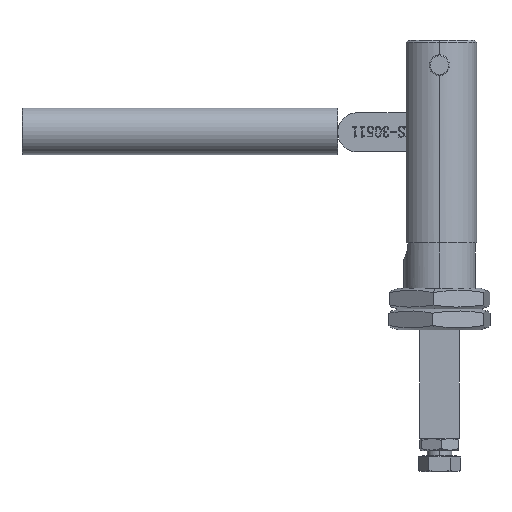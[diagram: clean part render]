
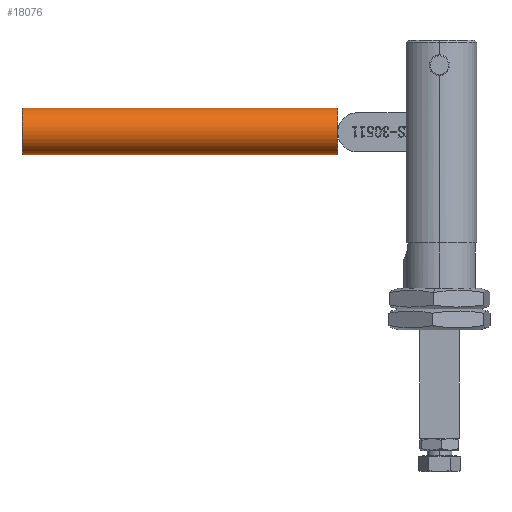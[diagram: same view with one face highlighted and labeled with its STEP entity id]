
A CAD part, left-side view. The second image highlights one B-rep face of the part: STEP entity #18076.
In plain terms, the highlighted cylindrical face has radius 11.25 mm (diameter 22.5 mm), a partial arc.
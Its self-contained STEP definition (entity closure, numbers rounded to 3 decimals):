
#5019 = AXIS2_PLACEMENT_3D ( 'NONE', #8775, #8773, #8771 ) ;
#5430 = FACE_OUTER_BOUND ( 'NONE', #21419, .T. ) ;
#5437 = CYLINDRICAL_SURFACE ( 'NONE', #5019, 11.25 ) ;
#8771 = DIRECTION ( 'NONE',  ( 0., 0., 1. ) ) ;
#8773 = DIRECTION ( 'NONE',  ( -1., 0., 0. ) ) ;
#8775 = CARTESIAN_POINT ( 'NONE',  ( 152.8, 0., 0. ) ) ;
#11651 = LINE ( 'NONE', #13004, #11658 ) ;
#11657 = LINE ( 'NONE', #13014, #11660 ) ;
#11658 = VECTOR ( 'NONE', #13013, 1000. ) ;
#11660 = VECTOR ( 'NONE', #13015, 1000. ) ;
#11664 = CIRCLE ( 'NONE', #13244, 11.25 ) ;
#11665 = CIRCLE ( 'NONE', #13245, 11.25 ) ;
#13004 = CARTESIAN_POINT ( 'NONE',  ( 152.8, 0., -11.25 ) ) ;
#13013 = DIRECTION ( 'NONE',  ( -1., 0., 0. ) ) ;
#13014 = CARTESIAN_POINT ( 'NONE',  ( 152.8, 0., 11.25 ) ) ;
#13015 = DIRECTION ( 'NONE',  ( -1., 0., 0. ) ) ;
#13028 = CARTESIAN_POINT ( 'NONE',  ( 152.5, 0., 0. ) ) ;
#13029 = DIRECTION ( 'NONE',  ( -1., 0., 0. ) ) ;
#13030 = DIRECTION ( 'NONE',  ( 0., 0., -1. ) ) ;
#13031 = CARTESIAN_POINT ( 'NONE',  ( 0.3, 0., 0. ) ) ;
#13032 = DIRECTION ( 'NONE',  ( 1., 0., 0. ) ) ;
#13033 = DIRECTION ( 'NONE',  ( 0., 0., -1. ) ) ;
#13244 = AXIS2_PLACEMENT_3D ( 'NONE', #13028, #13029, #13030 ) ;
#13245 = AXIS2_PLACEMENT_3D ( 'NONE', #13031, #13032, #13033 ) ;
#14701 = CARTESIAN_POINT ( 'NONE',  ( 152.5, 0., 11.25 ) ) ;
#14703 = CARTESIAN_POINT ( 'NONE',  ( 152.5, 0., -11.25 ) ) ;
#14835 = CARTESIAN_POINT ( 'NONE',  ( 0.3, 0., -11.25 ) ) ;
#15005 = CARTESIAN_POINT ( 'NONE',  ( 0.3, 0., 11.25 ) ) ;
#18076 = ADVANCED_FACE ( 'NONE', ( #5430 ), #5437, .T. ) ;
#18183 = VERTEX_POINT ( 'NONE', #14701 ) ;
#18184 = VERTEX_POINT ( 'NONE', #14703 ) ;
#18253 = VERTEX_POINT ( 'NONE', #14835 ) ;
#18340 = VERTEX_POINT ( 'NONE', #15005 ) ;
#19219 = ORIENTED_EDGE ( 'NONE', *, *, #23841, .F. ) ;
#19220 = ORIENTED_EDGE ( 'NONE', *, *, #23847, .T. ) ;
#19221 = ORIENTED_EDGE ( 'NONE', *, *, #23842, .T. ) ;
#19222 = ORIENTED_EDGE ( 'NONE', *, *, #23848, .T. ) ;
#21419 = EDGE_LOOP ( 'NONE', ( #19219, #19220, #19221, #19222 ) ) ;
#23841 = EDGE_CURVE ( 'NONE', #18184, #18253, #11651, .T. ) ;
#23842 = EDGE_CURVE ( 'NONE', #18183, #18340, #11657, .T. ) ;
#23847 = EDGE_CURVE ( 'NONE', #18184, #18183, #11664, .T. ) ;
#23848 = EDGE_CURVE ( 'NONE', #18340, #18253, #11665, .T. ) ;
